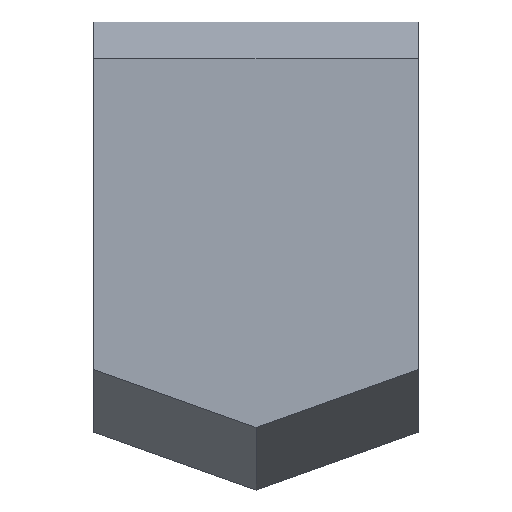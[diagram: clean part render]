
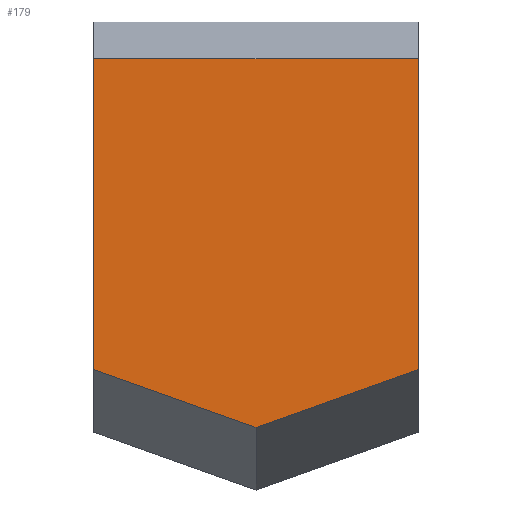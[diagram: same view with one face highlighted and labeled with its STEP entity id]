
A CAD part, top view. The second image highlights one B-rep face of the part: STEP entity #179.
In plain terms, the highlighted planar face has unit normal (0, 0, 1).
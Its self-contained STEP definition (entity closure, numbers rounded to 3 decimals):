
#19=FACE_OUTER_BOUND('',#29,.T.);
#29=EDGE_LOOP('',(#138,#139,#140,#141,#142));
#44=LINE('',#276,#67);
#48=LINE('',#283,#71);
#49=LINE('',#286,#72);
#50=LINE('',#288,#73);
#51=LINE('',#289,#74);
#67=VECTOR('',#226,10.);
#71=VECTOR('',#232,10.);
#72=VECTOR('',#235,10.);
#73=VECTOR('',#236,10.);
#74=VECTOR('',#237,10.);
#88=VERTEX_POINT('',#273);
#89=VERTEX_POINT('',#275);
#91=VERTEX_POINT('',#281);
#92=VERTEX_POINT('',#285);
#93=VERTEX_POINT('',#287);
#105=EDGE_CURVE('',#89,#88,#44,.T.);
#109=EDGE_CURVE('',#91,#88,#48,.T.);
#110=EDGE_CURVE('',#91,#92,#49,.T.);
#111=EDGE_CURVE('',#93,#92,#50,.T.);
#112=EDGE_CURVE('',#89,#93,#51,.T.);
#138=ORIENTED_EDGE('',*,*,#109,.F.);
#139=ORIENTED_EDGE('',*,*,#110,.T.);
#140=ORIENTED_EDGE('',*,*,#111,.F.);
#141=ORIENTED_EDGE('',*,*,#112,.F.);
#142=ORIENTED_EDGE('',*,*,#105,.T.);
#169=PLANE('',#203);
#179=ADVANCED_FACE('',(#19),#169,.T.);
#203=AXIS2_PLACEMENT_3D('',#284,#233,#234);
#226=DIRECTION('',(0.,1.,0.));
#232=DIRECTION('',(1.,0.,0.));
#233=DIRECTION('center_axis',(0.,0.,1.));
#234=DIRECTION('ref_axis',(1.,0.,0.));
#235=DIRECTION('',(0.,-1.,0.));
#236=DIRECTION('',(-0.942,0.336,0.));
#237=DIRECTION('',(-0.942,-0.336,0.));
#273=CARTESIAN_POINT('',(-108.2,168.314,-88.1));
#275=CARTESIAN_POINT('',(-108.2,141.874,-88.1));
#276=CARTESIAN_POINT('',(-108.2,136.565,-88.1));
#281=CARTESIAN_POINT('',(-135.8,168.314,-88.1));
#283=CARTESIAN_POINT('',(-115.1,168.314,-88.1));
#284=CARTESIAN_POINT('Origin',(-122.,152.475,-88.1));
#285=CARTESIAN_POINT('',(-135.8,141.874,-88.1));
#286=CARTESIAN_POINT('',(-135.8,173.314,-88.1));
#287=CARTESIAN_POINT('',(-122.,136.945,-88.1));
#288=CARTESIAN_POINT('',(-130.519,139.988,-88.1));
#289=CARTESIAN_POINT('',(-120.381,137.523,-88.1));
